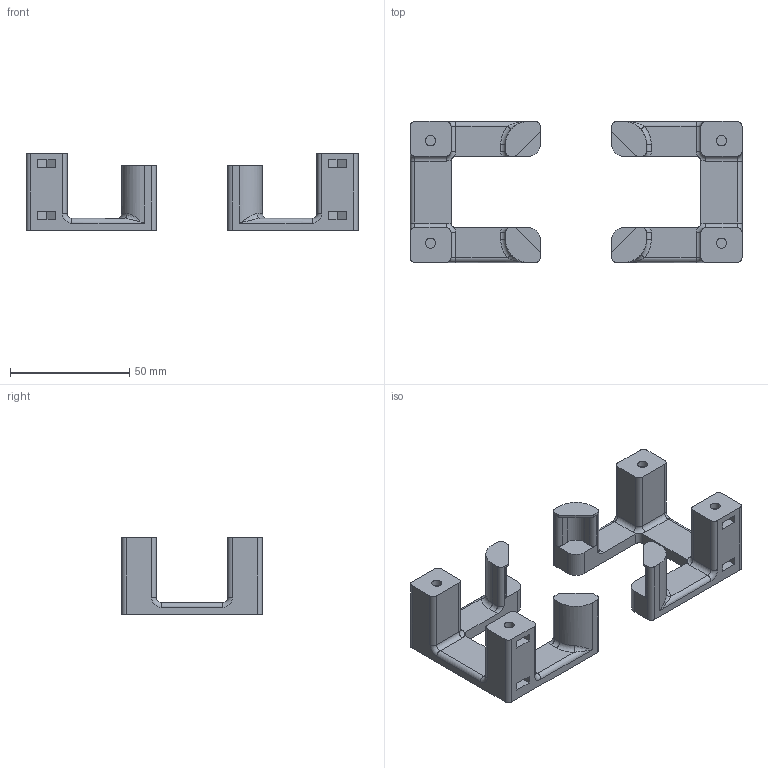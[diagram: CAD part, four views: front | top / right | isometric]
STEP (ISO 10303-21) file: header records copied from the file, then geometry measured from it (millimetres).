
FILE_DESCRIPTION(/* description */ (''),/* implementation_level */ '2;1');
FILE_NAME(/* name */ 'PTC heater mount.step',/* time_stamp */ '2023-10-26T10:55:24+08:00',/* author */ (''),/* organization */ (''),/* preprocessor_version */ 'ST-DEVELOPER v20',/* originating_system */ 'Autodesk Translation Framework v12.14.0.127',/* authorisation */ '');
FILE_SCHEMA (('AUTOMOTIVE_DESIGN { 1 0 10303 214 3 1 1 }'));
Length unit declared in the file: millimetre
Products named in the file (1): mount
Bounding box: 139.4 x 59.2 x 32.2 mm (x, y, z)
Volume: 55963.4 mm3; surface area: 24375.7 mm2
Topology: 2 solids, 2 shells, 218 faces, 582 edges, 372 vertices
Faces by surface type: plane 112, cylinder 82, torus 20, bspline 4
Full cylindrical faces by diameter (mm): 4.3 x8
Entity records: 7082 total; most frequent: CARTESIAN_POINT 1477, DIRECTION 1184, ORIENTED_EDGE 1156, EDGE_CURVE 578, AXIS2_PLACEMENT_3D 407, VERTEX_POINT 372, LINE 370, VECTOR 370
